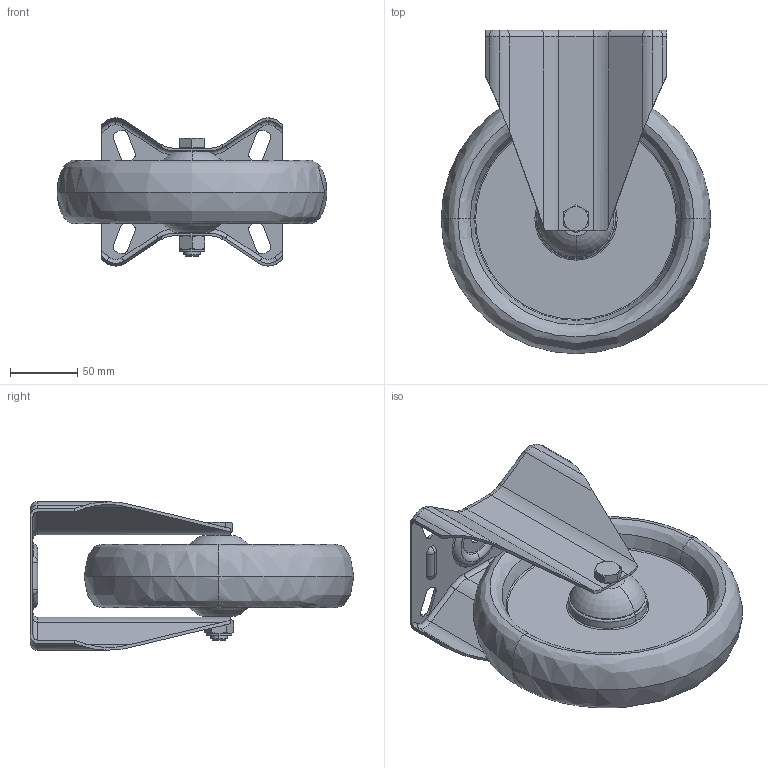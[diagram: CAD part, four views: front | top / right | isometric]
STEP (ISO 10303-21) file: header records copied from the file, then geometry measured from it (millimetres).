
FILE_DESCRIPTION (( 'STEP AP214' ), '1' );
FILE_NAME ('0027479.step', '2021-05-05T11:35:24', ( 'Windows-Benutzer' ), ( '' ), 'SwSTEP 2.0', 'SolidWorks 2020', '' );
FILE_SCHEMA (( 'AUTOMOTIVE_DESIGN' ));
Length unit declared in the file: millimetre
Products named in the file (1): 0027479
Bounding box: 200 x 240 x 109.99 mm (x, y, z)
Volume: 881678.4 mm3; surface area: 286797.6 mm2
Topology: 12 solids, 12 shells, 397 faces, 938 edges, 576 vertices
Faces by surface type: cylinder 136, torus 96, plane 93, cone 52, bspline 16, sphere 4
Entity records: 16492 total; most frequent: CARTESIAN_POINT 2640, DIRECTION 2142, ORIENTED_EDGE 1868, EDGE_CURVE 934, AXIS2_PLACEMENT_3D 922, VERTEX_POINT 576, CIRCLE 540, EDGE_LOOP 446
